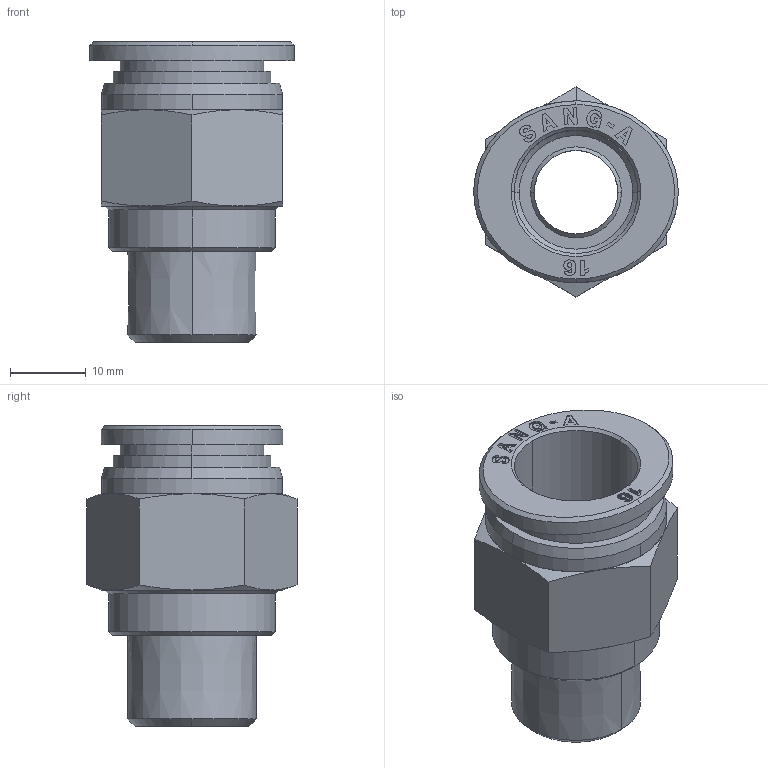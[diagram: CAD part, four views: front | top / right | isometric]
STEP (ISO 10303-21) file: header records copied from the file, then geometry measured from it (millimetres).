
FILE_DESCRIPTION (( 'STEP AP214' ), '1' );
FILE_NAME ('PC16-03.STEP', '2018-09-10T09:12:31', ( '' ), ( '' ), 'SwSTEP 2.0', 'SolidWorks 2018', '' );
FILE_SCHEMA (( 'AUTOMOTIVE_DESIGN' ));
Length unit declared in the file: millimetre
Products named in the file (1): PC16-03
Bounding box: 27 x 27.71 x 39.7 mm (x, y, z)
Surface area: 5358.6 mm2 (no closed solid volume)
Topology: 0 solids, 1 shells, 249 faces, 737 edges, 486 vertices
Faces by surface type: plane 171, bspline 29, cone 28, cylinder 21
Entity records: 12000 total; most frequent: CARTESIAN_POINT 2904, ORIENTED_EDGE 1384, DIRECTION 1165, EDGE_CURVE 737, LINE 563, VECTOR 563, VERTEX_POINT 486, AXIS2_PLACEMENT_3D 301
